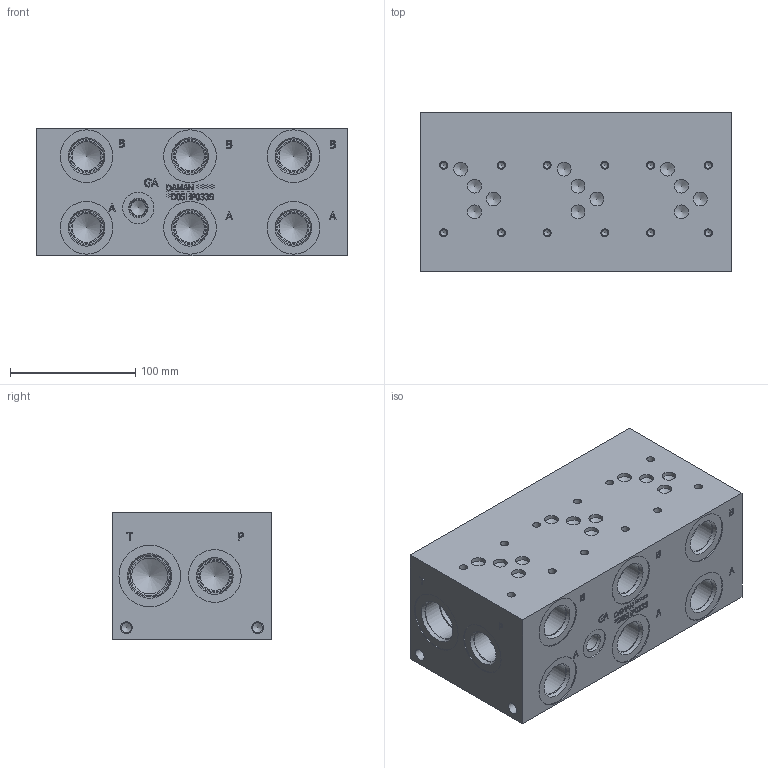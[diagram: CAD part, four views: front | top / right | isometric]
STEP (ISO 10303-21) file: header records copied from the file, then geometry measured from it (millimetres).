
FILE_DESCRIPTION(/* description */ (''),/* implementation_level */ '2;1');
FILE_NAME(/* name */ '_D05HP033S.stp',/* time_stamp */ '2020-03-10T12:25:38-04:00',/* author */ ('devonn'),/* organization */ (''),/* preprocessor_version */ 'ST-DEVELOPER v17',/* originating_system */ 'Autodesk Inventor 2019',/* authorisation */ '');
FILE_SCHEMA (('AUTOMOTIVE_DESIGN { 1 0 10303 214 3 1 1 }'));
Length unit declared in the file: millimetre
Products named in the file (1): Part_AD05HP033S_3D
Bounding box: 247.65 x 127 x 101.6 mm (x, y, z)
Volume: 2968313.2 mm3; surface area: 177751.2 mm2
Topology: 1 solids, 1 shells, 762 faces, 2081 edges, 1409 vertices
Faces by surface type: plane 401, bspline 187, cylinder 100, cone 74
Full cylindrical faces by diameter (mm): 5.105 x12, 6.35 x12, 7.925 x4, 9.525 x4, 11.113 x2, 11.125 x10, 12.294 x1, 12.9 x1, 14.275 x1, 14.529 x1, 23.012 x8, 24.917 x8, 25.019 x1, 26.99 x2, 27 x6, 27.432 x8, 28.575 x2, 31.267 x2, 33.34 x1, 33.35 x1, 33.757 x2, 35.509 x1, 42.037 x8, 49.124 x2
Entity records: 25531 total; most frequent: CARTESIAN_POINT 6645, ORIENTED_EDGE 4084, DIRECTION 3194, EDGE_CURVE 2042, VERTEX_POINT 1409, LINE 1294, VECTOR 1294, AXIS2_PLACEMENT_3D 950
